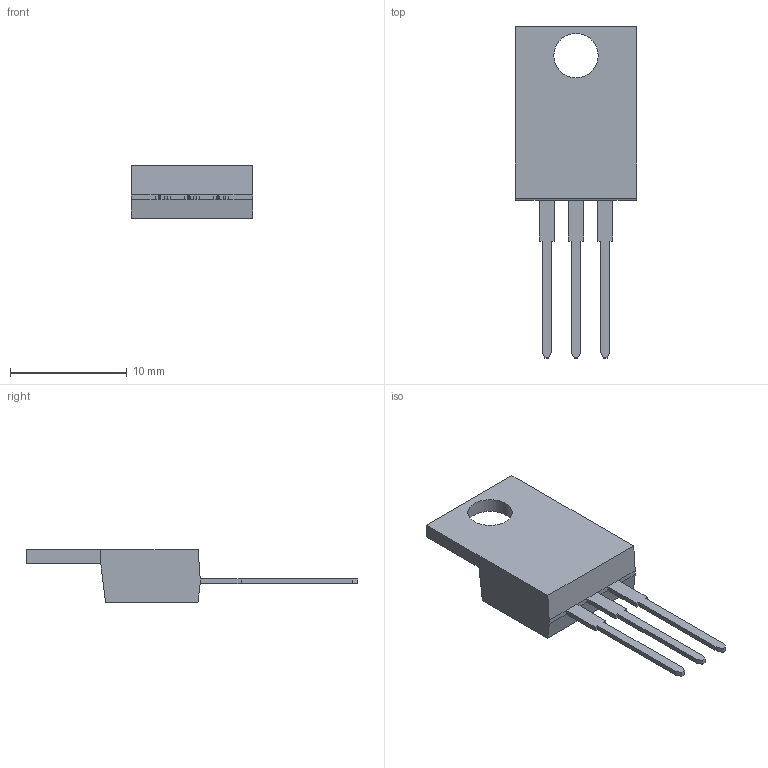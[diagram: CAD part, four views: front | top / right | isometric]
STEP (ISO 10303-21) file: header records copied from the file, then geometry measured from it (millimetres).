
FILE_DESCRIPTION(/* description */ ('STEP AP214'),/* implementation_level */ '2;1');
FILE_NAME(/* name */ 'IRFZ24N.stp',/* time_stamp */ '2019-05-03T13:53:45+02:00',/* author */ ('Jonas'),/* organization */ (''),/* preprocessor_version */ 'ST-DEVELOPER v17.2',/* originating_system */ 'Autodesk Inventor 2019',/* authorisation */ '');
FILE_SCHEMA (('AUTOMOTIVE_DESIGN { 1 0 10303 214 3 1 1 }'));
Length unit declared in the file: millimetre
Products named in the file (1): IRFZ24M
Bounding box: 10.4 x 28.4 x 4.5 mm (x, y, z)
Volume: 469.2 mm3; surface area: 584.1 mm2
Topology: 1 solids, 1 shells, 51 faces, 135 edges, 86 vertices
Faces by surface type: plane 50, cylinder 1
Full cylindrical faces by diameter (mm): 3.8 x1
Entity records: 1656 total; most frequent: CARTESIAN_POINT 273, ORIENTED_EDGE 270, DIRECTION 243, EDGE_CURVE 135, LINE 131, VECTOR 131, VERTEX_POINT 86, AXIS2_PLACEMENT_3D 56
